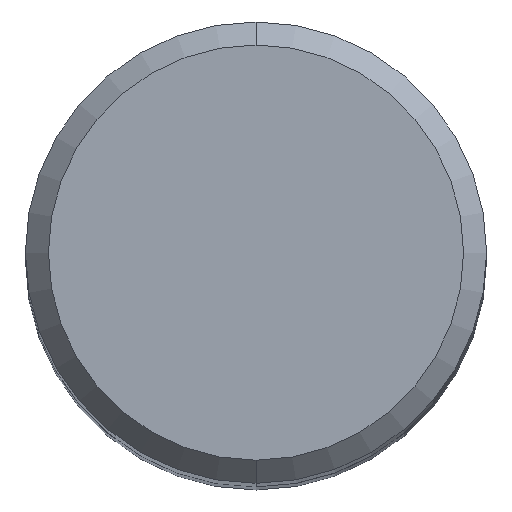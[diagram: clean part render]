
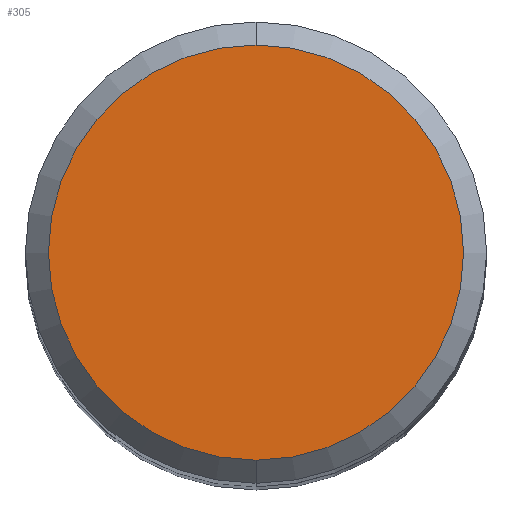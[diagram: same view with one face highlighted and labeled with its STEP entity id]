
A CAD part, top view. The second image highlights one B-rep face of the part: STEP entity #305.
In plain terms, the highlighted planar face has unit normal (0, 0, 1).
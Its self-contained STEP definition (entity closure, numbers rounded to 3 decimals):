
#149=VERTEX_POINT('',#353);
#239=VERTEX_POINT('',#455);
#249=EDGE_CURVE('',#149,#239,#469,.T.);
#299=EDGE_CURVE('',#239,#149,#527,.T.);
#305=ADVANCED_FACE('',(#533),#534,.T.);
#353=CARTESIAN_POINT('',(0.0,4.5,0.0));
#455=CARTESIAN_POINT('',(0.,-4.5,0.0));
#469=CIRCLE('',#730,4.5);
#527=CIRCLE('',#801,4.5);
#533=FACE_OUTER_BOUND('',#807,.T.);
#534=PLANE('',#808);
#730=AXIS2_PLACEMENT_3D('',#1003,#1004,#1005);
#801=AXIS2_PLACEMENT_3D('',#1073,#1074,#1075);
#807=EDGE_LOOP('',(#1077,#1078));
#808=AXIS2_PLACEMENT_3D('',#1079,#1080,#1081);
#1003=CARTESIAN_POINT('',(0.0,0.0,0.0));
#1004=DIRECTION('',(0.0,0.0,-1.0));
#1005=DIRECTION('',(0.0,1.0,0.0));
#1073=CARTESIAN_POINT('',(0.0,0.0,0.0));
#1074=DIRECTION('',(0.0,0.0,-1.0));
#1075=DIRECTION('',(0.0,1.0,0.0));
#1077=ORIENTED_EDGE('',*,*,#249,.F.);
#1078=ORIENTED_EDGE('',*,*,#299,.F.);
#1079=CARTESIAN_POINT('',(0.0,2.25,0.0));
#1080=DIRECTION('',(-0.0,0.0,1.0));
#1081=DIRECTION('',(0.0,-1.0,0.0));
